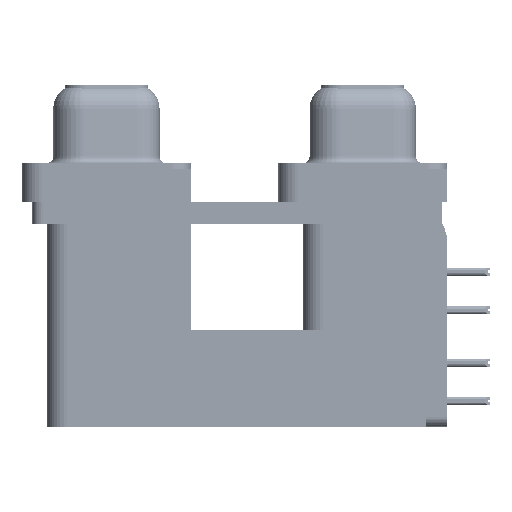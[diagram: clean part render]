
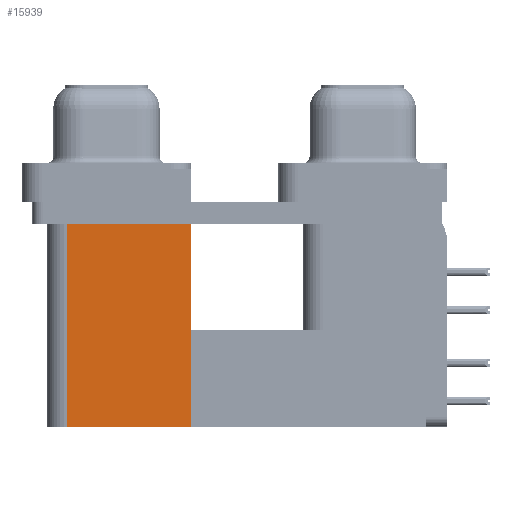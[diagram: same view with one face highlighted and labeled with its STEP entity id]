
A CAD part, left-side view. The second image highlights one B-rep face of the part: STEP entity #15939.
In plain terms, the highlighted planar face has unit normal (-1, 0, 0).
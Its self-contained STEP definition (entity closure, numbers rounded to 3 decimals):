
#1248 = DIRECTION ( 'NONE',  ( 0., 0., 1. ) ) ;
#1818 = FACE_OUTER_BOUND ( 'NONE', #27211, .T. ) ;
#3918 = CARTESIAN_POINT ( 'NONE',  ( 3.7, 12.775, -19.2 ) ) ;
#6360 = VECTOR ( 'NONE', #11542, 1000. ) ;
#7914 = LINE ( 'NONE', #38442, #48743 ) ;
#8332 = DIRECTION ( 'NONE',  ( 0., 1., 0. ) ) ;
#8860 = VERTEX_POINT ( 'NONE', #27084 ) ;
#9397 = EDGE_CURVE ( 'NONE', #21861, #8860, #15080, .T. ) ;
#11542 = DIRECTION ( 'NONE',  ( 0., 1., 0. ) ) ;
#12900 = DIRECTION ( 'NONE',  ( 0., 0., 1. ) ) ;
#15080 = LINE ( 'NONE', #42062, #6360 ) ;
#15650 = DIRECTION ( 'NONE',  ( 1., 0., 0. ) ) ;
#15939 = ADVANCED_FACE ( 'NONE', ( #1818 ), #54957, .F. ) ;
#20837 = EDGE_CURVE ( 'NONE', #21146, #26199, #35019, .T. ) ;
#21146 = VERTEX_POINT ( 'NONE', #48152 ) ;
#21861 = VERTEX_POINT ( 'NONE', #3918 ) ;
#26199 = VERTEX_POINT ( 'NONE', #30202 ) ;
#27084 = CARTESIAN_POINT ( 'NONE',  ( 3.7, 21.975, -19.2 ) ) ;
#27211 = EDGE_LOOP ( 'NONE', ( #52167, #55815, #46509, #51281 ) ) ;
#27283 = LINE ( 'NONE', #44867, #54833 ) ;
#30202 = CARTESIAN_POINT ( 'NONE',  ( 3.7, 21.975, -2.5 ) ) ;
#31534 = AXIS2_PLACEMENT_3D ( 'NONE', #46453, #15650, #37645 ) ;
#35019 = LINE ( 'NONE', #48806, #54205 ) ;
#35567 = EDGE_CURVE ( 'NONE', #21861, #21146, #27283, .T. ) ;
#37645 = DIRECTION ( 'NONE',  ( 0., 1., 0. ) ) ;
#38442 = CARTESIAN_POINT ( 'NONE',  ( 3.7, 21.975, -19.2 ) ) ;
#41848 = EDGE_CURVE ( 'NONE', #8860, #26199, #7914, .T. ) ;
#42062 = CARTESIAN_POINT ( 'NONE',  ( 3.7, 12.775, -19.2 ) ) ;
#44867 = CARTESIAN_POINT ( 'NONE',  ( 3.7, 12.775, -19.2 ) ) ;
#46453 = CARTESIAN_POINT ( 'NONE',  ( 3.7, 12.775, -19.2 ) ) ;
#46509 = ORIENTED_EDGE ( 'NONE', *, *, #9397, .F. ) ;
#48152 = CARTESIAN_POINT ( 'NONE',  ( 3.7, 12.775, -2.5 ) ) ;
#48743 = VECTOR ( 'NONE', #1248, 1000. ) ;
#48806 = CARTESIAN_POINT ( 'NONE',  ( 3.7, 12.775, -2.5 ) ) ;
#51281 = ORIENTED_EDGE ( 'NONE', *, *, #35567, .T. ) ;
#52167 = ORIENTED_EDGE ( 'NONE', *, *, #20837, .T. ) ;
#54205 = VECTOR ( 'NONE', #8332, 1000. ) ;
#54833 = VECTOR ( 'NONE', #12900, 1000. ) ;
#54957 = PLANE ( 'NONE',  #31534 ) ;
#55815 = ORIENTED_EDGE ( 'NONE', *, *, #41848, .F. ) ;
